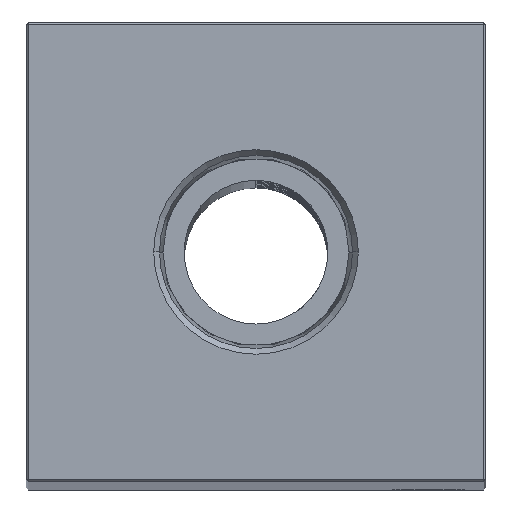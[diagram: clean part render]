
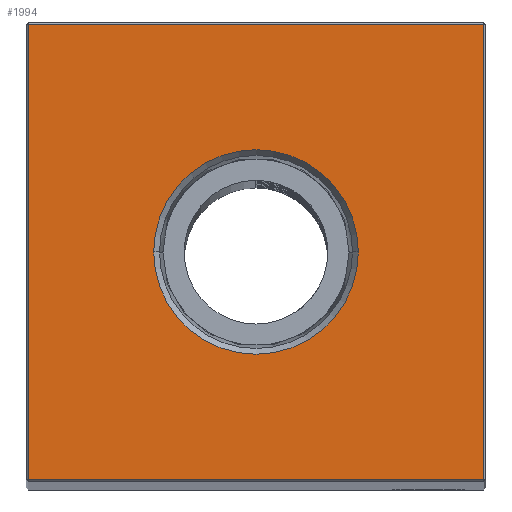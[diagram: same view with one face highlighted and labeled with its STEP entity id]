
A CAD part, top view. The second image highlights one B-rep face of the part: STEP entity #1994.
In plain terms, the highlighted planar face has unit normal (0, 0, 1).
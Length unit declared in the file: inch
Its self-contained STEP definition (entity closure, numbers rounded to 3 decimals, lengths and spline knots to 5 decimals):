
#171 = CARTESIAN_POINT ( 'NONE',  ( 0., 0., 20.25 ) ) ;
#258 = AXIS2_PLACEMENT_3D ( 'NONE', #9176, #26343, #23221 ) ;
#765 = EDGE_CURVE ( 'NONE', #6045, #17388, #24787, .T. ) ;
#1513 = CARTESIAN_POINT ( 'NONE',  ( -0.99, 0.99, 20.25 ) ) ;
#1994 = ADVANCED_FACE ( 'NONE', ( #21472, #16129 ), #30463, .F. ) ;
#2861 = DIRECTION ( 'NONE',  ( 0., 0., 1. ) ) ;
#3671 = VECTOR ( 'NONE', #7844, 39.37008 ) ;
#4442 = VECTOR ( 'NONE', #13783, 39.37008 ) ;
#5552 = DIRECTION ( 'NONE',  ( 1., 0., 0. ) ) ;
#6045 = VERTEX_POINT ( 'NONE', #8994 ) ;
#7095 = VERTEX_POINT ( 'NONE', #29702 ) ;
#7101 = CARTESIAN_POINT ( 'NONE',  ( -0.99, 0., 20.25 ) ) ;
#7429 = DIRECTION ( 'NONE',  ( 0., -1., 0. ) ) ;
#7461 = CARTESIAN_POINT ( 'NONE',  ( 0., 0.99, 20.25 ) ) ;
#7844 = DIRECTION ( 'NONE',  ( 1., 0., 0. ) ) ;
#8210 = VERTEX_POINT ( 'NONE', #1513 ) ;
#8753 = LINE ( 'NONE', #21044, #4442 ) ;
#8994 = CARTESIAN_POINT ( 'NONE',  ( -0.44487, 0., 20.25 ) ) ;
#9176 = CARTESIAN_POINT ( 'NONE',  ( 0., 0., 20.25 ) ) ;
#9611 = EDGE_CURVE ( 'NONE', #14331, #8210, #15177, .T. ) ;
#11709 = CARTESIAN_POINT ( 'NONE',  ( 0.44487, 0., 20.25 ) ) ;
#11961 = EDGE_CURVE ( 'NONE', #7095, #14331, #8753, .T. ) ;
#12051 = ORIENTED_EDGE ( 'NONE', *, *, #25845, .F. ) ;
#13008 = EDGE_LOOP ( 'NONE', ( #13340, #26059, #29185, #23037 ) ) ;
#13340 = ORIENTED_EDGE ( 'NONE', *, *, #27754, .T. ) ;
#13783 = DIRECTION ( 'NONE',  ( 0., 1., 0. ) ) ;
#14331 = VERTEX_POINT ( 'NONE', #23140 ) ;
#14515 = LINE ( 'NONE', #7101, #18474 ) ;
#14945 = CARTESIAN_POINT ( 'NONE',  ( 0., -0.99, 20.25 ) ) ;
#15076 = EDGE_LOOP ( 'NONE', ( #12051, #27351 ) ) ;
#15177 = LINE ( 'NONE', #7461, #18044 ) ;
#15480 = EDGE_CURVE ( 'NONE', #20637, #7095, #22492, .T. ) ;
#16129 = FACE_BOUND ( 'NONE', #15076, .T. ) ;
#17388 = VERTEX_POINT ( 'NONE', #11709 ) ;
#18044 = VECTOR ( 'NONE', #24784, 39.37008 ) ;
#18474 = VECTOR ( 'NONE', #7429, 39.37008 ) ;
#18502 = AXIS2_PLACEMENT_3D ( 'NONE', #21307, #21467, #30917 ) ;
#19236 = AXIS2_PLACEMENT_3D ( 'NONE', #171, #2861, #5552 ) ;
#20525 = CARTESIAN_POINT ( 'NONE',  ( -0.99, -0.99, 20.25 ) ) ;
#20637 = VERTEX_POINT ( 'NONE', #20525 ) ;
#21044 = CARTESIAN_POINT ( 'NONE',  ( 0.99, 0., 20.25 ) ) ;
#21307 = CARTESIAN_POINT ( 'NONE',  ( 0., 0., 20.25 ) ) ;
#21467 = DIRECTION ( 'NONE',  ( 0., 0., 1. ) ) ;
#21472 = FACE_OUTER_BOUND ( 'NONE', #13008, .T. ) ;
#21514 = CIRCLE ( 'NONE', #18502, 0.44487 ) ;
#22492 = LINE ( 'NONE', #14945, #3671 ) ;
#23037 = ORIENTED_EDGE ( 'NONE', *, *, #9611, .T. ) ;
#23140 = CARTESIAN_POINT ( 'NONE',  ( 0.99, 0.99, 20.25 ) ) ;
#23221 = DIRECTION ( 'NONE',  ( -1., 0., 0. ) ) ;
#24784 = DIRECTION ( 'NONE',  ( -1., 0., 0. ) ) ;
#24787 = CIRCLE ( 'NONE', #19236, 0.44487 ) ;
#25845 = EDGE_CURVE ( 'NONE', #17388, #6045, #21514, .T. ) ;
#26059 = ORIENTED_EDGE ( 'NONE', *, *, #15480, .T. ) ;
#26343 = DIRECTION ( 'NONE',  ( 0., 0., -1. ) ) ;
#27351 = ORIENTED_EDGE ( 'NONE', *, *, #765, .F. ) ;
#27754 = EDGE_CURVE ( 'NONE', #8210, #20637, #14515, .T. ) ;
#29185 = ORIENTED_EDGE ( 'NONE', *, *, #11961, .T. ) ;
#29702 = CARTESIAN_POINT ( 'NONE',  ( 0.99, -0.99, 20.25 ) ) ;
#30463 = PLANE ( 'NONE',  #258 ) ;
#30917 = DIRECTION ( 'NONE',  ( 1., 0., 0. ) ) ;
